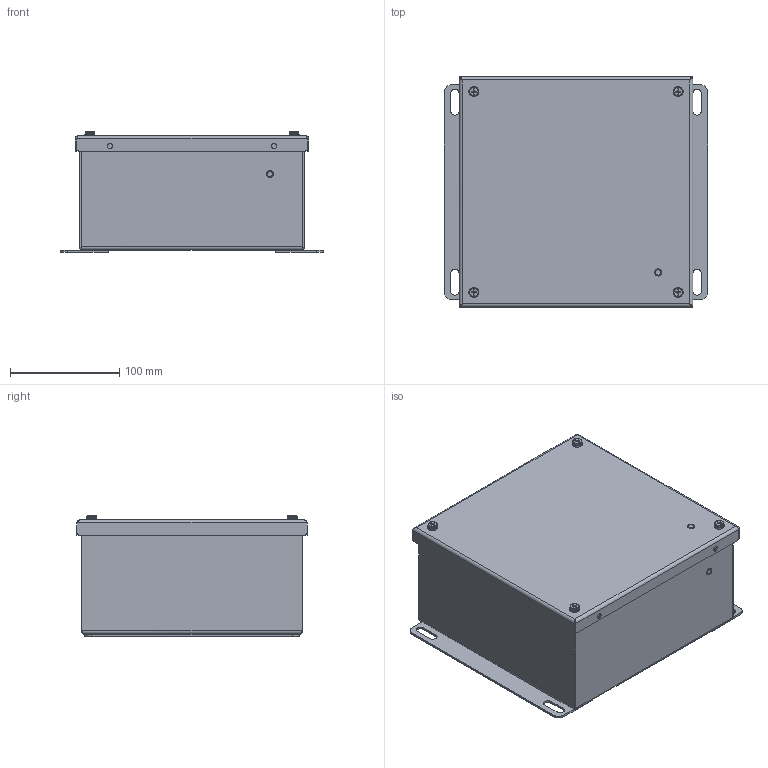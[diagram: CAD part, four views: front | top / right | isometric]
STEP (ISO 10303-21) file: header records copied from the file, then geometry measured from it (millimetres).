
FILE_DESCRIPTION (( 'STEP AP203' ), '1' );
FILE_NAME ('SCE-808SC.step', '2021-02-09T20:00:29', ( 'ADC123' ), ( 'Microsoft' ), 'SwSTEP 2.0', 'SolidWorks 2019', '' );
FILE_SCHEMA (( 'CONFIG_CONTROL_DESIGN' ));
Length unit declared in the file: inch
Products named in the file (1): SCE-808SC
Bounding box: 241.3 x 211.14 x 110.76 mm (x, y, z)
Surface area: 492268.8 mm2 (no closed solid volume)
Topology: 0 solids, 28 shells, 875 faces, 2226 edges, 1280 vertices
Faces by surface type: plane 393, bspline 236, cylinder 216, cone 30
Full cylindrical faces by diameter (mm): 3.708 x4, 4.763 x4, 4.775 x10, 4.826 x8, 4.905 x2, 5.537 x2, 5.588 x4, 6.35 x8, 6.502 x2, 6.604 x4, 6.756 x4, 6.858 x4, 7.112 x4, 7.14 x4, 7.417 x8, 8.052 x4, 8.484 x4, 8.636 x4, 9.195 x4, 9.474 x4
Entity records: 32444 total; most frequent: CARTESIAN_POINT 14520, ORIENTED_EDGE 3684, DIRECTION 3216, EDGE_CURVE 1850, VERTEX_POINT 1210, AXIS2_PLACEMENT_3D 1138, EDGE_LOOP 1128, FACE_OUTER_BOUND 1007
